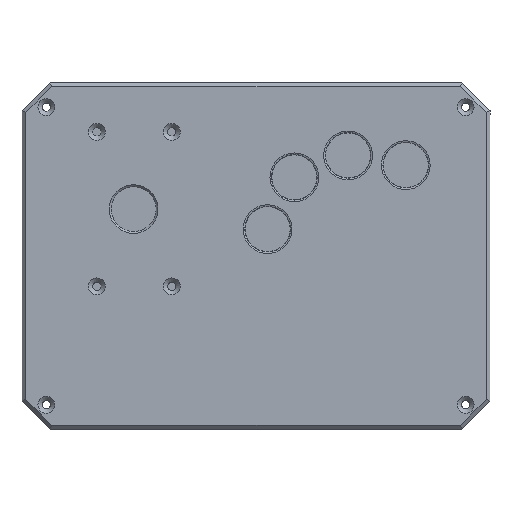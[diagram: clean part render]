
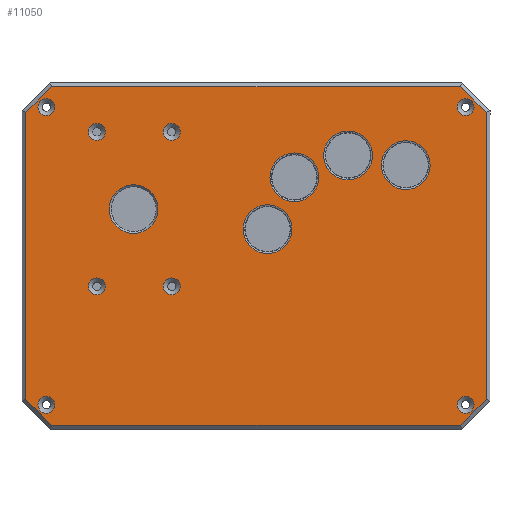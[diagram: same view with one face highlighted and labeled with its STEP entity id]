
A CAD part, top view. The second image highlights one B-rep face of the part: STEP entity #11050.
In plain terms, the highlighted planar face has unit normal (0, 0, 1).
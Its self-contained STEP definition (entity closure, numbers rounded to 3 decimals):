
#184=FACE_BOUND('',#1541,.T.);
#185=FACE_BOUND('',#1542,.T.);
#186=FACE_BOUND('',#1543,.T.);
#187=FACE_BOUND('',#1544,.T.);
#188=FACE_BOUND('',#1545,.T.);
#189=FACE_BOUND('',#1546,.T.);
#190=FACE_BOUND('',#1547,.T.);
#191=FACE_BOUND('',#1548,.T.);
#192=FACE_BOUND('',#1549,.T.);
#193=FACE_BOUND('',#1550,.T.);
#194=FACE_BOUND('',#1551,.T.);
#195=FACE_BOUND('',#1552,.T.);
#196=FACE_BOUND('',#1553,.T.);
#388=CIRCLE('',#11765,13.);
#392=CIRCLE('',#11771,4.5);
#393=CIRCLE('',#11772,4.5);
#394=CIRCLE('',#11773,4.5);
#395=CIRCLE('',#11774,4.5);
#396=CIRCLE('',#11775,13.025);
#397=CIRCLE('',#11776,13.025);
#398=CIRCLE('',#11777,13.025);
#399=CIRCLE('',#11778,13.025);
#400=CIRCLE('',#11779,4.5);
#401=CIRCLE('',#11780,4.5);
#402=CIRCLE('',#11781,4.5);
#403=CIRCLE('',#11782,4.5);
#869=FACE_OUTER_BOUND('',#1540,.T.);
#1540=EDGE_LOOP('',(#7679,#7680,#7681,#7682,#7683,#7684,#7685,#7686));
#1541=EDGE_LOOP('',(#7687));
#1542=EDGE_LOOP('',(#7688));
#1543=EDGE_LOOP('',(#7689));
#1544=EDGE_LOOP('',(#7690));
#1545=EDGE_LOOP('',(#7691));
#1546=EDGE_LOOP('',(#7692));
#1547=EDGE_LOOP('',(#7693));
#1548=EDGE_LOOP('',(#7694));
#1549=EDGE_LOOP('',(#7695));
#1550=EDGE_LOOP('',(#7696));
#1551=EDGE_LOOP('',(#7697));
#1552=EDGE_LOOP('',(#7698));
#1553=EDGE_LOOP('',(#7699));
#2418=LINE('',#16278,#3659);
#2419=LINE('',#16280,#3660);
#2420=LINE('',#16282,#3661);
#2421=LINE('',#16284,#3662);
#2422=LINE('',#16286,#3663);
#2423=LINE('',#16288,#3664);
#2424=LINE('',#16290,#3665);
#2425=LINE('',#16291,#3666);
#3659=VECTOR('',#13022,10.);
#3660=VECTOR('',#13023,10.);
#3661=VECTOR('',#13024,10.);
#3662=VECTOR('',#13025,10.);
#3663=VECTOR('',#13026,10.);
#3664=VECTOR('',#13027,10.);
#3665=VECTOR('',#13028,10.);
#3666=VECTOR('',#13029,10.);
#4888=VERTEX_POINT('',#16264);
#4892=VERTEX_POINT('',#16276);
#4893=VERTEX_POINT('',#16277);
#4894=VERTEX_POINT('',#16279);
#4895=VERTEX_POINT('',#16281);
#4896=VERTEX_POINT('',#16283);
#4897=VERTEX_POINT('',#16285);
#4898=VERTEX_POINT('',#16287);
#4899=VERTEX_POINT('',#16289);
#4900=VERTEX_POINT('',#16292);
#4901=VERTEX_POINT('',#16294);
#4902=VERTEX_POINT('',#16296);
#4903=VERTEX_POINT('',#16298);
#4904=VERTEX_POINT('',#16300);
#4905=VERTEX_POINT('',#16302);
#4906=VERTEX_POINT('',#16304);
#4907=VERTEX_POINT('',#16306);
#4908=VERTEX_POINT('',#16308);
#4909=VERTEX_POINT('',#16310);
#4910=VERTEX_POINT('',#16312);
#4911=VERTEX_POINT('',#16314);
#5932=EDGE_CURVE('',#4888,#4888,#388,.T.);
#5938=EDGE_CURVE('',#4892,#4893,#2418,.T.);
#5939=EDGE_CURVE('',#4894,#4892,#2419,.T.);
#5940=EDGE_CURVE('',#4895,#4894,#2420,.T.);
#5941=EDGE_CURVE('',#4896,#4895,#2421,.T.);
#5942=EDGE_CURVE('',#4897,#4896,#2422,.T.);
#5943=EDGE_CURVE('',#4898,#4897,#2423,.T.);
#5944=EDGE_CURVE('',#4899,#4898,#2424,.T.);
#5945=EDGE_CURVE('',#4893,#4899,#2425,.T.);
#5946=EDGE_CURVE('',#4900,#4900,#392,.T.);
#5947=EDGE_CURVE('',#4901,#4901,#393,.T.);
#5948=EDGE_CURVE('',#4902,#4902,#394,.T.);
#5949=EDGE_CURVE('',#4903,#4903,#395,.T.);
#5950=EDGE_CURVE('',#4904,#4904,#396,.T.);
#5951=EDGE_CURVE('',#4905,#4905,#397,.T.);
#5952=EDGE_CURVE('',#4906,#4906,#398,.T.);
#5953=EDGE_CURVE('',#4907,#4907,#399,.T.);
#5954=EDGE_CURVE('',#4908,#4908,#400,.T.);
#5955=EDGE_CURVE('',#4909,#4909,#401,.T.);
#5956=EDGE_CURVE('',#4910,#4910,#402,.T.);
#5957=EDGE_CURVE('',#4911,#4911,#403,.T.);
#7679=ORIENTED_EDGE('',*,*,#5938,.F.);
#7680=ORIENTED_EDGE('',*,*,#5939,.F.);
#7681=ORIENTED_EDGE('',*,*,#5940,.F.);
#7682=ORIENTED_EDGE('',*,*,#5941,.F.);
#7683=ORIENTED_EDGE('',*,*,#5942,.F.);
#7684=ORIENTED_EDGE('',*,*,#5943,.F.);
#7685=ORIENTED_EDGE('',*,*,#5944,.F.);
#7686=ORIENTED_EDGE('',*,*,#5945,.F.);
#7687=ORIENTED_EDGE('',*,*,#5946,.F.);
#7688=ORIENTED_EDGE('',*,*,#5947,.F.);
#7689=ORIENTED_EDGE('',*,*,#5948,.F.);
#7690=ORIENTED_EDGE('',*,*,#5949,.F.);
#7691=ORIENTED_EDGE('',*,*,#5950,.F.);
#7692=ORIENTED_EDGE('',*,*,#5951,.F.);
#7693=ORIENTED_EDGE('',*,*,#5952,.F.);
#7694=ORIENTED_EDGE('',*,*,#5953,.F.);
#7695=ORIENTED_EDGE('',*,*,#5954,.F.);
#7696=ORIENTED_EDGE('',*,*,#5955,.F.);
#7697=ORIENTED_EDGE('',*,*,#5956,.F.);
#7698=ORIENTED_EDGE('',*,*,#5957,.F.);
#7699=ORIENTED_EDGE('',*,*,#5932,.F.);
#10593=PLANE('',#11770);
#11050=ADVANCED_FACE('',(#869,#184,#185,#186,#187,#188,#189,#190,#191,#192,
#193,#194,#195,#196),#10593,.T.);
#11765=AXIS2_PLACEMENT_3D('',#16265,#13008,#13009);
#11770=AXIS2_PLACEMENT_3D('',#16275,#13020,#13021);
#11771=AXIS2_PLACEMENT_3D('',#16293,#13030,#13031);
#11772=AXIS2_PLACEMENT_3D('',#16295,#13032,#13033);
#11773=AXIS2_PLACEMENT_3D('',#16297,#13034,#13035);
#11774=AXIS2_PLACEMENT_3D('',#16299,#13036,#13037);
#11775=AXIS2_PLACEMENT_3D('',#16301,#13038,#13039);
#11776=AXIS2_PLACEMENT_3D('',#16303,#13040,#13041);
#11777=AXIS2_PLACEMENT_3D('',#16305,#13042,#13043);
#11778=AXIS2_PLACEMENT_3D('',#16307,#13044,#13045);
#11779=AXIS2_PLACEMENT_3D('',#16309,#13046,#13047);
#11780=AXIS2_PLACEMENT_3D('',#16311,#13048,#13049);
#11781=AXIS2_PLACEMENT_3D('',#16313,#13050,#13051);
#11782=AXIS2_PLACEMENT_3D('',#16315,#13052,#13053);
#13008=DIRECTION('center_axis',(0.,0.,1.));
#13009=DIRECTION('ref_axis',(-1.,0.,0.));
#13020=DIRECTION('center_axis',(0.,0.,1.));
#13021=DIRECTION('ref_axis',(1.,0.,0.));
#13022=DIRECTION('',(0.,-1.,0.));
#13023=DIRECTION('',(0.707,-0.707,0.));
#13024=DIRECTION('',(1.,0.,0.));
#13025=DIRECTION('',(0.707,0.707,0.));
#13026=DIRECTION('',(0.,1.,0.));
#13027=DIRECTION('',(-0.707,0.707,0.));
#13028=DIRECTION('',(-1.,0.,0.));
#13029=DIRECTION('',(-0.707,-0.707,0.));
#13030=DIRECTION('center_axis',(0.,0.,1.));
#13031=DIRECTION('ref_axis',(1.,0.,0.));
#13032=DIRECTION('center_axis',(0.,0.,1.));
#13033=DIRECTION('ref_axis',(1.,0.,0.));
#13034=DIRECTION('center_axis',(0.,0.,1.));
#13035=DIRECTION('ref_axis',(-1.,0.,0.));
#13036=DIRECTION('center_axis',(0.,0.,1.));
#13037=DIRECTION('ref_axis',(-1.,0.,0.));
#13038=DIRECTION('center_axis',(0.,0.,1.));
#13039=DIRECTION('ref_axis',(-1.,0.,0.));
#13040=DIRECTION('center_axis',(0.,0.,1.));
#13041=DIRECTION('ref_axis',(-1.,0.,0.));
#13042=DIRECTION('center_axis',(0.,0.,1.));
#13043=DIRECTION('ref_axis',(-1.,0.,0.));
#13044=DIRECTION('center_axis',(0.,0.,1.));
#13045=DIRECTION('ref_axis',(-1.,0.,0.));
#13046=DIRECTION('center_axis',(0.,0.,1.));
#13047=DIRECTION('ref_axis',(-1.,0.,0.));
#13048=DIRECTION('center_axis',(0.,0.,1.));
#13049=DIRECTION('ref_axis',(-1.,0.,0.));
#13050=DIRECTION('center_axis',(0.,0.,1.));
#13051=DIRECTION('ref_axis',(1.,0.,0.));
#13052=DIRECTION('center_axis',(0.,0.,1.));
#13053=DIRECTION('ref_axis',(1.,0.,0.));
#16264=CARTESIAN_POINT('',(-52.353,25.,45.));
#16265=CARTESIAN_POINT('Origin',(-65.353,25.,45.));
#16275=CARTESIAN_POINT('Origin',(0.,0.,45.));
#16276=CARTESIAN_POINT('',(123.,76.672,45.));
#16277=CARTESIAN_POINT('',(123.,-76.672,45.));
#16278=CARTESIAN_POINT('',(123.,-46.25,45.));
#16279=CARTESIAN_POINT('',(109.172,90.5,45.));
#16280=CARTESIAN_POINT('',(107.961,91.711,45.));
#16281=CARTESIAN_POINT('',(-109.172,90.5,45.));
#16282=CARTESIAN_POINT('',(62.5,90.5,45.));
#16283=CARTESIAN_POINT('',(-123.,76.672,45.));
#16284=CARTESIAN_POINT('',(-107.961,91.711,45.));
#16285=CARTESIAN_POINT('',(-123.,-76.672,45.));
#16286=CARTESIAN_POINT('',(-123.,46.25,45.));
#16287=CARTESIAN_POINT('',(-109.172,-90.5,45.));
#16288=CARTESIAN_POINT('',(-107.961,-91.711,45.));
#16289=CARTESIAN_POINT('',(109.172,-90.5,45.));
#16290=CARTESIAN_POINT('',(-62.5,-90.5,45.));
#16291=CARTESIAN_POINT('',(107.961,-91.711,45.));
#16292=CARTESIAN_POINT('',(-89.5,66.25,45.));
#16293=CARTESIAN_POINT('Origin',(-85.,66.25,45.));
#16294=CARTESIAN_POINT('',(-49.5,-16.25,45.));
#16295=CARTESIAN_POINT('Origin',(-45.,-16.25,45.));
#16296=CARTESIAN_POINT('',(116.5,-79.5,45.));
#16297=CARTESIAN_POINT('Origin',(112.,-79.5,45.));
#16298=CARTESIAN_POINT('',(-107.5,79.5,45.));
#16299=CARTESIAN_POINT('Origin',(-112.,79.5,45.));
#16300=CARTESIAN_POINT('',(93.025,48.5,45.));
#16301=CARTESIAN_POINT('Origin',(80.,48.5,45.));
#16302=CARTESIAN_POINT('',(33.525,42.,45.));
#16303=CARTESIAN_POINT('Origin',(20.5,42.,45.));
#16304=CARTESIAN_POINT('',(19.225,14.3,45.));
#16305=CARTESIAN_POINT('Origin',(6.2,14.3,45.));
#16306=CARTESIAN_POINT('',(62.225,53.7,45.));
#16307=CARTESIAN_POINT('Origin',(49.2,53.7,45.));
#16308=CARTESIAN_POINT('',(-107.5,-79.5,45.));
#16309=CARTESIAN_POINT('Origin',(-112.,-79.5,45.));
#16310=CARTESIAN_POINT('',(116.5,79.5,45.));
#16311=CARTESIAN_POINT('Origin',(112.,79.5,45.));
#16312=CARTESIAN_POINT('',(-49.5,66.25,45.));
#16313=CARTESIAN_POINT('Origin',(-45.,66.25,45.));
#16314=CARTESIAN_POINT('',(-89.5,-16.25,45.));
#16315=CARTESIAN_POINT('Origin',(-85.,-16.25,45.));
